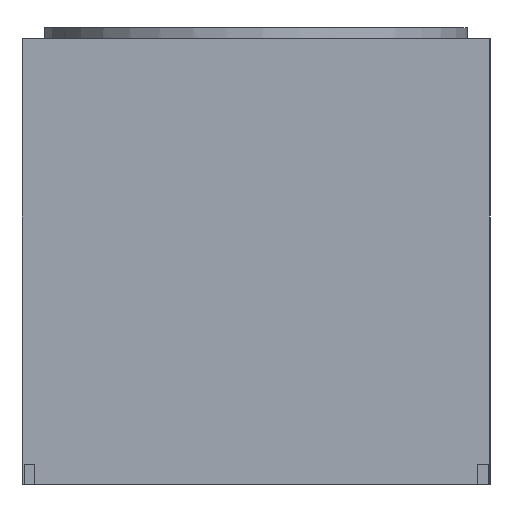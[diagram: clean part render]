
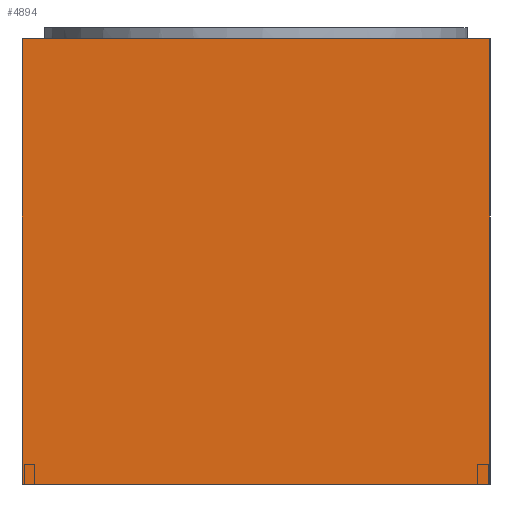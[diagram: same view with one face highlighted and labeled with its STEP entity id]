
A CAD part, left-side view. The second image highlights one B-rep face of the part: STEP entity #4894.
In plain terms, the highlighted planar face has unit normal (-1, 0, 0).
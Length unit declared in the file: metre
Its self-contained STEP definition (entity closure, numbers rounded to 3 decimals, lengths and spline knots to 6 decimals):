
#444=PLANE('',#5210);
#588=ORIENTED_EDGE('',*,*,#1736,.F.);
#589=ORIENTED_EDGE('',*,*,#1750,.F.);
#590=ORIENTED_EDGE('',*,*,#1751,.T.);
#591=ORIENTED_EDGE('',*,*,#1752,.T.);
#1736=EDGE_CURVE('',#2319,#2320,#2814,.T.);
#1750=EDGE_CURVE('',#2327,#2319,#2828,.T.);
#1751=EDGE_CURVE('',#2327,#2328,#2829,.T.);
#1752=EDGE_CURVE('',#2328,#2320,#2830,.T.);
#2319=VERTEX_POINT('',#6327);
#2320=VERTEX_POINT('',#6329);
#2327=VERTEX_POINT('',#6355);
#2328=VERTEX_POINT('',#6359);
#2814=LINE('',#6328,#2926);
#2828=LINE('',#6356,#2940);
#2829=LINE('',#6358,#2941);
#2830=LINE('',#6360,#2942);
#2926=VECTOR('',#5566,1.);
#2940=VECTOR('',#5592,1.);
#2941=VECTOR('',#5595,1.);
#2942=VECTOR('',#5596,1.);
#3038=EDGE_LOOP('',(#588,#589,#590,#591));
#3850=FACE_BOUND('',#3038,.T.);
#4894=ADVANCED_FACE('',(#3850),#444,.T.);
#5210=AXIS2_PLACEMENT_3D('',#6357,#5593,#5594);
#5566=DIRECTION('',(0.,-1.,0.));
#5592=DIRECTION('',(0.,0.,1.));
#5593=DIRECTION('',(-1.,0.,0.));
#5594=DIRECTION('',(0.,-1.,0.));
#5595=DIRECTION('',(0.,-1.,0.));
#5596=DIRECTION('',(0.,0.,1.));
#6327=CARTESIAN_POINT('',(-0.367,0.105,0.19));
#6328=CARTESIAN_POINT('',(-0.367,0.,0.19));
#6329=CARTESIAN_POINT('',(-0.367,-0.105,0.19));
#6355=CARTESIAN_POINT('',(-0.367,0.105,-0.01));
#6356=CARTESIAN_POINT('',(-0.367,0.105,-0.01));
#6357=CARTESIAN_POINT('',(-0.367,0.,-0.01));
#6358=CARTESIAN_POINT('',(-0.367,0.,-0.01));
#6359=CARTESIAN_POINT('',(-0.367,-0.105,-0.01));
#6360=CARTESIAN_POINT('',(-0.367,-0.105,-0.01));
